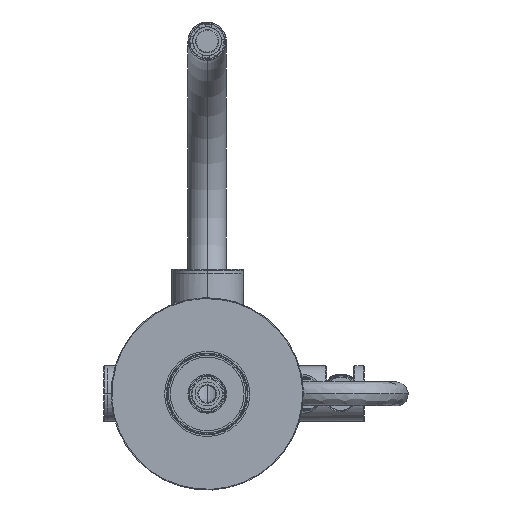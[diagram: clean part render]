
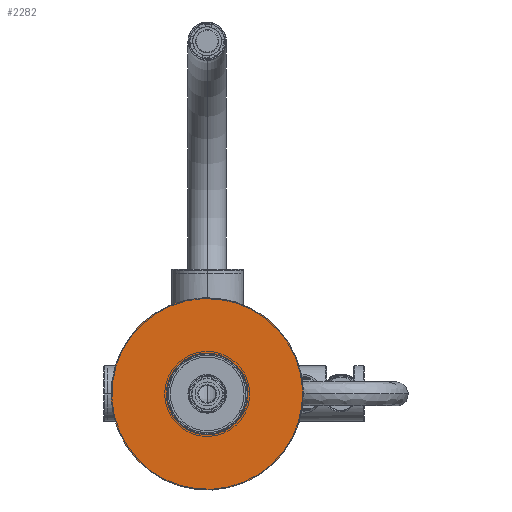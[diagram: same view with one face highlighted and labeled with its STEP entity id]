
A CAD part, front view. The second image highlights one B-rep face of the part: STEP entity #2282.
In plain terms, the highlighted planar face has unit normal (0, -1, 0).
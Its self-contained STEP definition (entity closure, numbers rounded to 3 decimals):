
#2282 = ADVANCED_FACE ( 'NONE', ( #62220, #10589 ), #36824, .F. ) ;
#2898 = CARTESIAN_POINT ( 'NONE',  ( 0., 0., 0. ) ) ;
#3690 = CIRCLE ( 'NONE', #84735, 60. ) ;
#4190 = EDGE_CURVE ( 'NONE', #31534, #76820, #13545, .T. ) ;
#5147 = DIRECTION ( 'NONE',  ( 0., 0., 1. ) ) ;
#10589 = FACE_OUTER_BOUND ( 'NONE', #56202, .T. ) ;
#12031 = VERTEX_POINT ( 'NONE', #59838 ) ;
#12186 = AXIS2_PLACEMENT_3D ( 'NONE', #19254, #24477, #5147 ) ;
#13545 = CIRCLE ( 'NONE', #12186, 25. ) ;
#14110 = CARTESIAN_POINT ( 'NONE',  ( 0., 0., -60. ) ) ;
#15777 = EDGE_CURVE ( 'NONE', #12031, #37750, #3690, .T. ) ;
#16545 = DIRECTION ( 'NONE',  ( 0., 0., 1. ) ) ;
#19254 = CARTESIAN_POINT ( 'NONE',  ( 0., 0., 0. ) ) ;
#21925 = ORIENTED_EDGE ( 'NONE', *, *, #4190, .T. ) ;
#22322 = DIRECTION ( 'NONE',  ( 0., 0., 1. ) ) ;
#23494 = CARTESIAN_POINT ( 'NONE',  ( 0., 0., 25. ) ) ;
#24477 = DIRECTION ( 'NONE',  ( 0., 1., 0. ) ) ;
#27062 = CARTESIAN_POINT ( 'NONE',  ( 0., 0., 0. ) ) ;
#27119 = ORIENTED_EDGE ( 'NONE', *, *, #60567, .F. ) ;
#27766 = AXIS2_PLACEMENT_3D ( 'NONE', #75449, #29001, #16545 ) ;
#29001 = DIRECTION ( 'NONE',  ( 0., 1., 0. ) ) ;
#31534 = VERTEX_POINT ( 'NONE', #79961 ) ;
#33967 = DIRECTION ( 'NONE',  ( 0., 1., 0. ) ) ;
#34602 = CIRCLE ( 'NONE', #27766, 60. ) ;
#35086 = EDGE_CURVE ( 'NONE', #76820, #31534, #60442, .T. ) ;
#36824 = PLANE ( 'NONE',  #45697 ) ;
#37750 = VERTEX_POINT ( 'NONE', #14110 ) ;
#38700 = DIRECTION ( 'NONE',  ( 0., 0., 1. ) ) ;
#40836 = CARTESIAN_POINT ( 'NONE',  ( 0., 0., 0. ) ) ;
#45697 = AXIS2_PLACEMENT_3D ( 'NONE', #2898, #82429, #82861 ) ;
#46500 = EDGE_LOOP ( 'NONE', ( #21925, #57714 ) ) ;
#52905 = DIRECTION ( 'NONE',  ( 0., 1., 0. ) ) ;
#56202 = EDGE_LOOP ( 'NONE', ( #27119, #61129 ) ) ;
#57714 = ORIENTED_EDGE ( 'NONE', *, *, #35086, .T. ) ;
#59838 = CARTESIAN_POINT ( 'NONE',  ( 0., 0., 60. ) ) ;
#60442 = CIRCLE ( 'NONE', #71407, 25. ) ;
#60567 = EDGE_CURVE ( 'NONE', #37750, #12031, #34602, .T. ) ;
#61129 = ORIENTED_EDGE ( 'NONE', *, *, #15777, .F. ) ;
#62220 = FACE_BOUND ( 'NONE', #46500, .T. ) ;
#71407 = AXIS2_PLACEMENT_3D ( 'NONE', #40836, #33967, #22322 ) ;
#75449 = CARTESIAN_POINT ( 'NONE',  ( 0., 0., 0. ) ) ;
#76820 = VERTEX_POINT ( 'NONE', #23494 ) ;
#79961 = CARTESIAN_POINT ( 'NONE',  ( 0., 0., -25. ) ) ;
#82429 = DIRECTION ( 'NONE',  ( 0., 1., 0. ) ) ;
#82861 = DIRECTION ( 'NONE',  ( 1., 0., 0. ) ) ;
#84735 = AXIS2_PLACEMENT_3D ( 'NONE', #27062, #52905, #38700 ) ;
